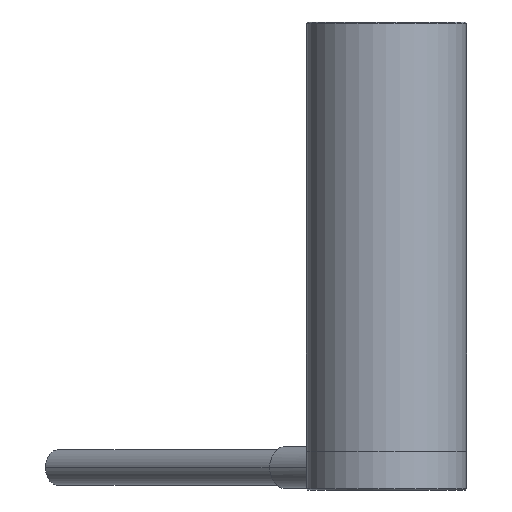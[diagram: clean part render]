
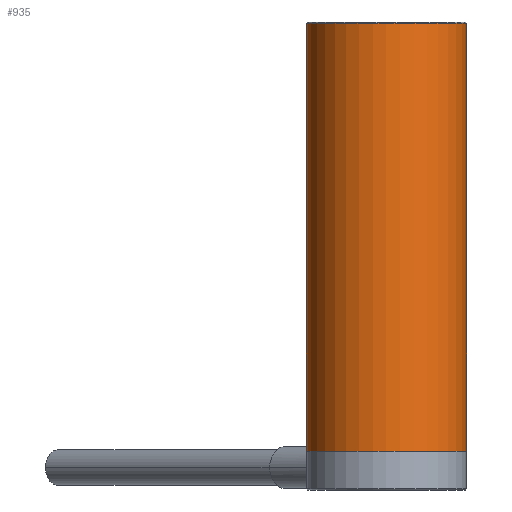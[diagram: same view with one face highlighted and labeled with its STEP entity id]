
A CAD part, front view. The second image highlights one B-rep face of the part: STEP entity #935.
In plain terms, the highlighted cylindrical face has radius 12.5 mm (diameter 25 mm), a partial arc.
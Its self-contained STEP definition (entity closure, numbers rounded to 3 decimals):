
#5 = CIRCLE ( 'NONE', #382, 12.5 ) ;
#15 = VECTOR ( 'NONE', #416, 1000. ) ;
#23 = LINE ( 'NONE', #472, #15 ) ;
#82 = ORIENTED_EDGE ( 'NONE', *, *, #184, .T. ) ;
#105 = VERTEX_POINT ( 'NONE', #1119 ) ;
#107 = DIRECTION ( 'NONE',  ( 0., 0., -1. ) ) ;
#170 = DIRECTION ( 'NONE',  ( 1., 0., 0. ) ) ;
#184 = EDGE_CURVE ( 'NONE', #1277, #730, #5, .T. ) ;
#382 = AXIS2_PLACEMENT_3D ( 'NONE', #451, #462, #471 ) ;
#399 = DIRECTION ( 'NONE',  ( 0., 0., -1. ) ) ;
#416 = DIRECTION ( 'NONE',  ( 0., 0., -1. ) ) ;
#421 = CARTESIAN_POINT ( 'NONE',  ( -12.5, 0., 6.05 ) ) ;
#442 = CARTESIAN_POINT ( 'NONE',  ( 12.5, 0., 6.05 ) ) ;
#451 = CARTESIAN_POINT ( 'NONE',  ( 0., 0., 6.05 ) ) ;
#462 = DIRECTION ( 'NONE',  ( 0., 0., 1. ) ) ;
#471 = DIRECTION ( 'NONE',  ( -1., 0., 0. ) ) ;
#472 = CARTESIAN_POINT ( 'NONE',  ( -12.5, 0., 37. ) ) ;
#507 = CARTESIAN_POINT ( 'NONE',  ( 0., 0., 72.8 ) ) ;
#588 = CIRCLE ( 'NONE', #626, 12.5 ) ;
#626 = AXIS2_PLACEMENT_3D ( 'NONE', #507, #1454, #170 ) ;
#653 = CARTESIAN_POINT ( 'NONE',  ( 12.5, 0., 72.8 ) ) ;
#710 = FACE_OUTER_BOUND ( 'NONE', #828, .T. ) ;
#730 = VERTEX_POINT ( 'NONE', #442 ) ;
#770 = DIRECTION ( 'NONE',  ( -1., 0., 0. ) ) ;
#794 = CARTESIAN_POINT ( 'NONE',  ( 0., 0., 37. ) ) ;
#828 = EDGE_LOOP ( 'NONE', ( #862, #1112, #1045, #82 ) ) ;
#862 = ORIENTED_EDGE ( 'NONE', *, *, #895, .F. ) ;
#891 = VERTEX_POINT ( 'NONE', #653 ) ;
#895 = EDGE_CURVE ( 'NONE', #891, #730, #1050, .T. ) ;
#935 = ADVANCED_FACE ( 'NONE', ( #710 ), #1220, .T. ) ;
#945 = VECTOR ( 'NONE', #107, 1000. ) ;
#975 = AXIS2_PLACEMENT_3D ( 'NONE', #794, #399, #770 ) ;
#1009 = CARTESIAN_POINT ( 'NONE',  ( 12.5, 0., 37. ) ) ;
#1045 = ORIENTED_EDGE ( 'NONE', *, *, #1261, .T. ) ;
#1050 = LINE ( 'NONE', #1009, #945 ) ;
#1099 = EDGE_CURVE ( 'NONE', #891, #105, #588, .T. ) ;
#1112 = ORIENTED_EDGE ( 'NONE', *, *, #1099, .T. ) ;
#1119 = CARTESIAN_POINT ( 'NONE',  ( -12.5, 0., 72.8 ) ) ;
#1220 = CYLINDRICAL_SURFACE ( 'NONE', #975, 12.5 ) ;
#1261 = EDGE_CURVE ( 'NONE', #105, #1277, #23, .T. ) ;
#1277 = VERTEX_POINT ( 'NONE', #421 ) ;
#1454 = DIRECTION ( 'NONE',  ( 0., 0., -1. ) ) ;
